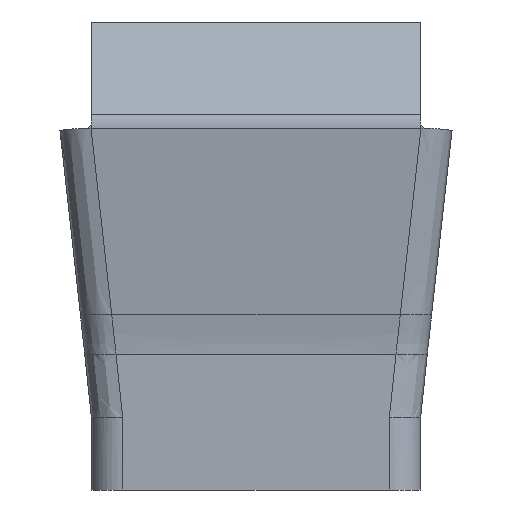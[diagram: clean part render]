
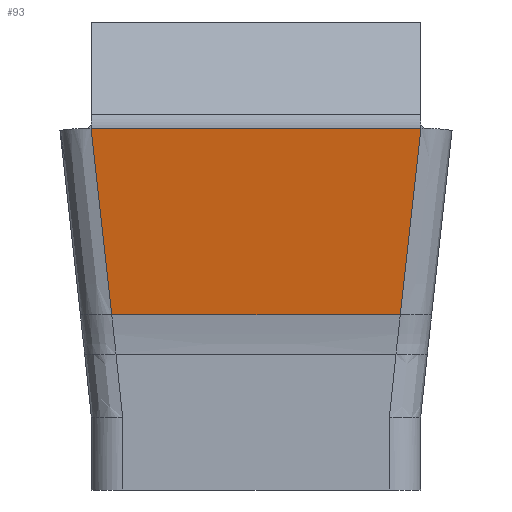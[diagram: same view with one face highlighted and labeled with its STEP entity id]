
A CAD part, front view. The second image highlights one B-rep face of the part: STEP entity #93.
In plain terms, the highlighted planar face has unit normal (0, -0.993, -0.122).
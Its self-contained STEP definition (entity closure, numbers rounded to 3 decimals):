
#93=ADVANCED_FACE('SIDE_FP_AN_SU1',(#171),#139,.T.);
#139=PLANE('',#1035);
#171=FACE_OUTER_BOUND('',#225,.T.);
#225=EDGE_LOOP('',(#505,#506,#507,#508));
#299=LINE('',#1955,#361);
#300=LINE('',#1956,#362);
#361=VECTOR('',#1131,1.);
#362=VECTOR('',#1132,1.);
#505=ORIENTED_EDGE('',*,*,#860,.T.);
#506=ORIENTED_EDGE('',*,*,#865,.T.);
#507=ORIENTED_EDGE('',*,*,#862,.T.);
#508=ORIENTED_EDGE('',*,*,#866,.F.);
#753=VERTEX_POINT('',#1857);
#754=VERTEX_POINT('',#1862);
#755=VERTEX_POINT('',#1902);
#756=VERTEX_POINT('',#1903);
#860=EDGE_CURVE('',#754,#753,#976,.T.);
#862=EDGE_CURVE('',#755,#756,#978,.T.);
#865=EDGE_CURVE('',#753,#755,#299,.T.);
#866=EDGE_CURVE('',#754,#756,#300,.T.);
#976=B_SPLINE_CURVE_WITH_KNOTS('',3,(#1858,#1859,#1860,#1861),
 .UNSPECIFIED.,.F.,.F.,(4,4),(0.,1.),.UNSPECIFIED.);
#978=B_SPLINE_CURVE_WITH_KNOTS('',3,(#1898,#1899,#1900,#1901),
 .UNSPECIFIED.,.F.,.F.,(4,4),(0.,1.),.UNSPECIFIED.);
#1035=AXIS2_PLACEMENT_3D('',#1957,#1133,#1134);
#1131=DIRECTION('',(-1.,0.,0.));
#1132=DIRECTION('',(-1.,0.,0.));
#1133=DIRECTION('',(0.,-0.993,-0.122));
#1134=DIRECTION('',(-1.,0.,0.));
#1857=CARTESIAN_POINT('',(2.103,-12.534,0.03));
#1858=CARTESIAN_POINT('',(1.84,-12.242,-2.351));
#1859=CARTESIAN_POINT('',(1.928,-12.34,-1.557));
#1860=CARTESIAN_POINT('',(2.016,-12.437,-0.764));
#1861=CARTESIAN_POINT('',(2.103,-12.534,0.03));
#1862=CARTESIAN_POINT('',(1.84,-12.242,-2.351));
#1898=CARTESIAN_POINT('',(-2.103,-12.534,0.03));
#1899=CARTESIAN_POINT('',(-2.016,-12.437,-0.764));
#1900=CARTESIAN_POINT('',(-1.928,-12.34,-1.557));
#1901=CARTESIAN_POINT('',(-1.84,-12.242,-2.351));
#1902=CARTESIAN_POINT('',(-2.103,-12.534,0.03));
#1903=CARTESIAN_POINT('',(-1.84,-12.242,-2.351));
#1955=CARTESIAN_POINT('',(-12.5,-12.534,0.03));
#1956=CARTESIAN_POINT('',(0.,-12.242,-2.351));
#1957=CARTESIAN_POINT('',(0.,-13.069,4.384));
